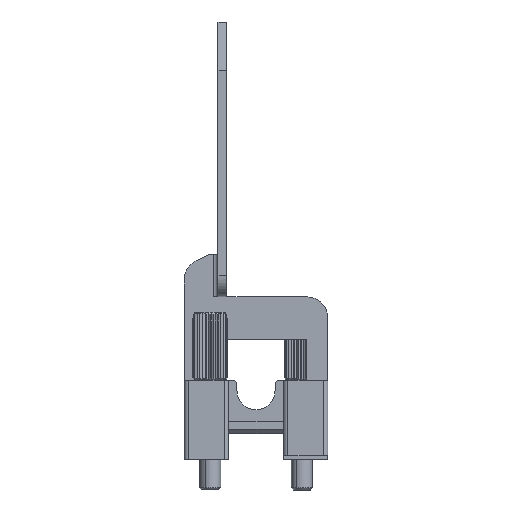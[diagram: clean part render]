
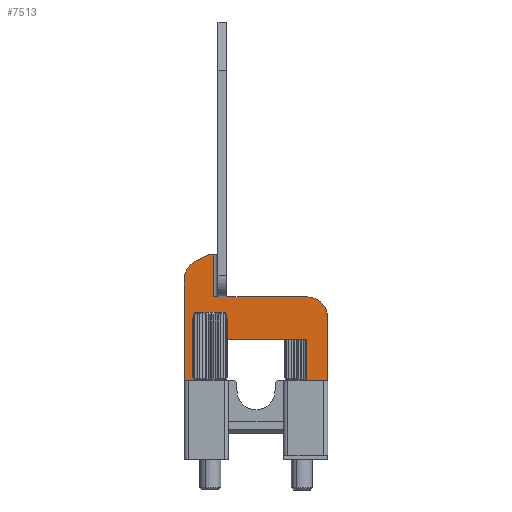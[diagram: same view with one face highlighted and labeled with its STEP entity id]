
A CAD part, front view. The second image highlights one B-rep face of the part: STEP entity #7513.
In plain terms, the highlighted planar face has unit normal (0, -1, 0).
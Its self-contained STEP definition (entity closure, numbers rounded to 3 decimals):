
#6831=AXIS2_PLACEMENT_3D('Circle Axis2P3D',#6829,#6830,$) ;
#6855=AXIS2_PLACEMENT_3D('Circle Axis2P3D',#6853,#6854,$) ;
#7489=AXIS2_PLACEMENT_3D('Plane Axis2P3D',#7486,#7487,#7488) ;
#1493=CARTESIAN_POINT('Vertex',(0.,19.75,18.7)) ;
#1899=CARTESIAN_POINT('Vertex',(34.,19.75,18.7)) ;
#6632=CARTESIAN_POINT('Vertex',(7.,19.75,45.7)) ;
#6652=CARTESIAN_POINT('Line Origine',(15.5,19.75,45.7)) ;
#6656=CARTESIAN_POINT('Vertex',(24.,19.75,45.7)) ;
#6798=CARTESIAN_POINT('Line Origine',(26.5,19.75,45.7)) ;
#6802=CARTESIAN_POINT('Vertex',(29.,19.75,45.7)) ;
#6826=CARTESIAN_POINT('Vertex',(0.,19.75,49.717)) ;
#6829=CARTESIAN_POINT('Axis2P3D Location',(5.,19.75,49.717)) ;
#6833=CARTESIAN_POINT('Vertex',(2.887,19.75,54.248)) ;
#6853=CARTESIAN_POINT('Axis2P3D Location',(29.,19.75,40.7)) ;
#6857=CARTESIAN_POINT('Vertex',(34.,19.75,40.7)) ;
#6942=CARTESIAN_POINT('Vertex',(5.,19.75,18.7)) ;
#6964=CARTESIAN_POINT('Line Origine',(31.5,19.75,18.7)) ;
#6968=CARTESIAN_POINT('Vertex',(29.,19.75,18.7)) ;
#6988=CARTESIAN_POINT('Line Origine',(2.5,19.75,18.7)) ;
#7324=CARTESIAN_POINT('Vertex',(5.,19.75,35.7)) ;
#7327=CARTESIAN_POINT('Line Origine',(5.,19.75,27.2)) ;
#7348=CARTESIAN_POINT('Vertex',(29.,19.75,35.7)) ;
#7351=CARTESIAN_POINT('Line Origine',(17.,19.75,35.7)) ;
#7368=CARTESIAN_POINT('Line Origine',(29.,19.75,27.2)) ;
#7385=CARTESIAN_POINT('Line Origine',(34.,19.75,29.7)) ;
#7406=CARTESIAN_POINT('Vertex',(6.,19.75,55.7)) ;
#7409=CARTESIAN_POINT('Line Origine',(6.5,19.75,55.7)) ;
#7413=CARTESIAN_POINT('Vertex',(7.,19.75,55.7)) ;
#7433=CARTESIAN_POINT('Line Origine',(4.443,19.75,54.974)) ;
#7454=CARTESIAN_POINT('Vertex',(0.,19.75,45.7)) ;
#7457=CARTESIAN_POINT('Line Origine',(0.,19.75,47.708)) ;
#7474=CARTESIAN_POINT('Line Origine',(0.,19.75,32.2)) ;
#7486=CARTESIAN_POINT('Axis2P3D Location',(8.,19.75,50.7)) ;
#7491=CARTESIAN_POINT('Line Origine',(7.,19.75,35.7)) ;
#6653=DIRECTION('Vector Direction',(-1.,0.,0.)) ;
#6799=DIRECTION('Vector Direction',(1.,0.,0.)) ;
#6830=DIRECTION('Axis2P3D Direction',(0.,1.,0.)) ;
#6854=DIRECTION('Axis2P3D Direction',(0.,1.,0.)) ;
#6965=DIRECTION('Vector Direction',(-1.,0.,0.)) ;
#6989=DIRECTION('Vector Direction',(-1.,0.,0.)) ;
#7328=DIRECTION('Vector Direction',(0.,0.,-1.)) ;
#7352=DIRECTION('Vector Direction',(1.,0.,0.)) ;
#7369=DIRECTION('Vector Direction',(0.,0.,1.)) ;
#7386=DIRECTION('Vector Direction',(0.,0.,-1.)) ;
#7410=DIRECTION('Vector Direction',(-1.,0.,0.)) ;
#7434=DIRECTION('Vector Direction',(0.906,0.,0.423)) ;
#7458=DIRECTION('Vector Direction',(0.,0.,1.)) ;
#7475=DIRECTION('Vector Direction',(0.,0.,1.)) ;
#7487=DIRECTION('Axis2P3D Direction',(0.,1.,0.)) ;
#7488=DIRECTION('Axis2P3D XDirection',(0.,0.,-1.)) ;
#7492=DIRECTION('Vector Direction',(0.,0.,-1.)) ;
#6654=VECTOR('Line Direction',#6653,1.) ;
#6800=VECTOR('Line Direction',#6799,1.) ;
#6966=VECTOR('Line Direction',#6965,1.) ;
#6990=VECTOR('Line Direction',#6989,1.) ;
#7329=VECTOR('Line Direction',#7328,1.) ;
#7353=VECTOR('Line Direction',#7352,1.) ;
#7370=VECTOR('Line Direction',#7369,1.) ;
#7387=VECTOR('Line Direction',#7386,1.) ;
#7411=VECTOR('Line Direction',#7410,1.) ;
#7435=VECTOR('Line Direction',#7434,1.) ;
#7459=VECTOR('Line Direction',#7458,1.) ;
#7476=VECTOR('Line Direction',#7475,1.) ;
#7493=VECTOR('Line Direction',#7492,1.) ;
#7497=ORIENTED_EDGE('',*,*,#6992,.F.) ;
#7498=ORIENTED_EDGE('',*,*,#7331,.F.) ;
#7499=ORIENTED_EDGE('',*,*,#7355,.T.) ;
#7500=ORIENTED_EDGE('',*,*,#7372,.F.) ;
#7501=ORIENTED_EDGE('',*,*,#6970,.F.) ;
#7502=ORIENTED_EDGE('',*,*,#7389,.F.) ;
#7503=ORIENTED_EDGE('',*,*,#6859,.F.) ;
#7504=ORIENTED_EDGE('',*,*,#6804,.F.) ;
#7505=ORIENTED_EDGE('',*,*,#6658,.T.) ;
#7506=ORIENTED_EDGE('',*,*,#7495,.T.) ;
#7507=ORIENTED_EDGE('',*,*,#7415,.T.) ;
#7508=ORIENTED_EDGE('',*,*,#7437,.F.) ;
#7509=ORIENTED_EDGE('',*,*,#6835,.F.) ;
#7510=ORIENTED_EDGE('',*,*,#7461,.F.) ;
#7511=ORIENTED_EDGE('',*,*,#7478,.F.) ;
#7513=ADVANCED_FACE('Hauptk\X2\00F6\X0\rper',(#7512),#7490,.F.) ;
#6832=CIRCLE('generated circle',#6831,5.) ;
#6856=CIRCLE('generated circle',#6855,5.) ;
#6658=EDGE_CURVE('',#6657,#6633,#6655,.T.) ;
#6804=EDGE_CURVE('',#6657,#6803,#6801,.T.) ;
#6835=EDGE_CURVE('',#6827,#6834,#6832,.T.) ;
#6859=EDGE_CURVE('',#6803,#6858,#6856,.T.) ;
#6970=EDGE_CURVE('',#1900,#6969,#6967,.T.) ;
#6992=EDGE_CURVE('',#6943,#1494,#6991,.T.) ;
#7331=EDGE_CURVE('',#7325,#6943,#7330,.T.) ;
#7355=EDGE_CURVE('',#7325,#7349,#7354,.T.) ;
#7372=EDGE_CURVE('',#6969,#7349,#7371,.T.) ;
#7389=EDGE_CURVE('',#6858,#1900,#7388,.T.) ;
#7415=EDGE_CURVE('',#7414,#7407,#7412,.T.) ;
#7437=EDGE_CURVE('',#6834,#7407,#7436,.T.) ;
#7461=EDGE_CURVE('',#7455,#6827,#7460,.T.) ;
#7478=EDGE_CURVE('',#1494,#7455,#7477,.T.) ;
#7495=EDGE_CURVE('',#6633,#7414,#7494,.F.) ;
#7496=EDGE_LOOP('',(#7497,#7498,#7499,#7500,#7501,#7502,#7503,#7504,#7505,#7506,#7507,#7508,#7509,#7510,#7511)) ;
#7512=FACE_OUTER_BOUND('',#7496,.T.) ;
#6655=LINE('Line',#6652,#6654) ;
#6801=LINE('Line',#6798,#6800) ;
#6967=LINE('Line',#6964,#6966) ;
#6991=LINE('Line',#6988,#6990) ;
#7330=LINE('Line',#7327,#7329) ;
#7354=LINE('Line',#7351,#7353) ;
#7371=LINE('Line',#7368,#7370) ;
#7388=LINE('Line',#7385,#7387) ;
#7412=LINE('Line',#7409,#7411) ;
#7436=LINE('Line',#7433,#7435) ;
#7460=LINE('Line',#7457,#7459) ;
#7477=LINE('Line',#7474,#7476) ;
#7494=LINE('Line',#7491,#7493) ;
#7490=PLANE('',#7489) ;
#1494=VERTEX_POINT('',#1493) ;
#1900=VERTEX_POINT('',#1899) ;
#6633=VERTEX_POINT('',#6632) ;
#6657=VERTEX_POINT('',#6656) ;
#6803=VERTEX_POINT('',#6802) ;
#6827=VERTEX_POINT('',#6826) ;
#6834=VERTEX_POINT('',#6833) ;
#6858=VERTEX_POINT('',#6857) ;
#6943=VERTEX_POINT('',#6942) ;
#6969=VERTEX_POINT('',#6968) ;
#7325=VERTEX_POINT('',#7324) ;
#7349=VERTEX_POINT('',#7348) ;
#7407=VERTEX_POINT('',#7406) ;
#7414=VERTEX_POINT('',#7413) ;
#7455=VERTEX_POINT('',#7454) ;
